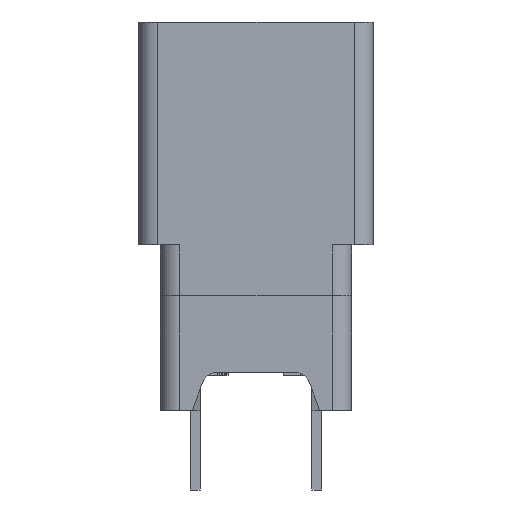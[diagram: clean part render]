
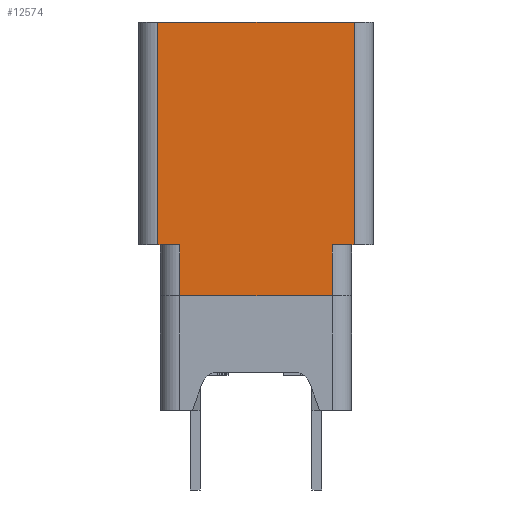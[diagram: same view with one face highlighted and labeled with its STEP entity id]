
A CAD part, left-side view. The second image highlights one B-rep face of the part: STEP entity #12574.
In plain terms, the highlighted planar face has unit normal (-1, 0, 0).
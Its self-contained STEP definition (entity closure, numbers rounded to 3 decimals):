
#3=DIRECTION('',(0.,0.,-1.));
#4=VECTOR('',#3,2.032);
#5=CARTESIAN_POINT('',(-57.912,-3.048,-8.89));
#6=LINE('',#5,#4);
#7=DIRECTION('',(0.,0.,-1.));
#8=VECTOR('',#7,2.032);
#9=CARTESIAN_POINT('',(-57.912,3.048,-8.89));
#10=LINE('',#9,#8);
#11=DIRECTION('',(0.,0.,-1.));
#12=VECTOR('',#11,8.89);
#13=CARTESIAN_POINT('',(-57.912,3.912,0.));
#14=LINE('',#13,#12);
#15=DIRECTION('',(0.,-1.,0.));
#16=VECTOR('',#15,7.823);
#17=CARTESIAN_POINT('',(-57.912,3.912,0.));
#18=LINE('',#17,#16);
#19=DIRECTION('',(0.,0.,1.));
#20=VECTOR('',#19,8.89);
#21=CARTESIAN_POINT('',(-57.912,-3.912,-8.89));
#22=LINE('',#21,#20);
#37=DIRECTION('',(0.,-1.,0.));
#38=VECTOR('',#37,0.864);
#39=CARTESIAN_POINT('',(-57.912,3.912,-8.89));
#40=LINE('',#39,#38);
#41=DIRECTION('',(0.,-1.,0.));
#42=VECTOR('',#41,0.864);
#43=CARTESIAN_POINT('',(-57.912,-3.048,-8.89));
#44=LINE('',#43,#42);
#101=DIRECTION('',(0.,1.,0.));
#102=VECTOR('',#101,6.096);
#103=CARTESIAN_POINT('',(-57.912,-3.048,-10.922));
#104=LINE('',#103,#102);
#10215=CARTESIAN_POINT('',(-57.912,-3.912,0.));
#10217=VERTEX_POINT('',#10215);
#10221=CARTESIAN_POINT('',(-57.912,-3.912,-8.89));
#10222=VERTEX_POINT('',#10221);
#10223=CARTESIAN_POINT('',(-57.912,3.912,-8.89));
#10225=VERTEX_POINT('',#10223);
#10229=CARTESIAN_POINT('',(-57.912,3.912,0.));
#10230=VERTEX_POINT('',#10229);
#10251=CARTESIAN_POINT('',(-57.912,-3.048,-10.922));
#10252=CARTESIAN_POINT('',(-57.912,3.048,-10.922));
#10253=VERTEX_POINT('',#10251);
#10254=VERTEX_POINT('',#10252);
#10264=CARTESIAN_POINT('',(-57.912,3.048,-8.89));
#10266=VERTEX_POINT('',#10264);
#10267=CARTESIAN_POINT('',(-57.912,-3.048,-8.89));
#10269=VERTEX_POINT('',#10267);
#12551=CARTESIAN_POINT('',(-57.912,0.,0.));
#12552=DIRECTION('',(1.,0.,0.));
#12553=DIRECTION('',(0.,-1.,0.));
#12554=AXIS2_PLACEMENT_3D('',#12551,#12552,#12553);
#12555=PLANE('',#12554);
#12557=ORIENTED_EDGE('',*,*,#12556,.F.);
#12559=ORIENTED_EDGE('',*,*,#12558,.T.);
#12561=ORIENTED_EDGE('',*,*,#12560,.T.);
#12563=ORIENTED_EDGE('',*,*,#12562,.F.);
#12565=ORIENTED_EDGE('',*,*,#12564,.F.);
#12567=ORIENTED_EDGE('',*,*,#12566,.F.);
#12569=ORIENTED_EDGE('',*,*,#12568,.T.);
#12571=ORIENTED_EDGE('',*,*,#12570,.F.);
#12572=EDGE_LOOP('',(#12557,#12559,#12561,#12563,#12565,#12567,#12569,#12571));
#12573=FACE_OUTER_BOUND('',#12572,.F.);
#12556=EDGE_CURVE('',#10269,#10222,#44,.T.);
#12558=EDGE_CURVE('',#10269,#10253,#6,.T.);
#12560=EDGE_CURVE('',#10253,#10254,#104,.T.);
#12562=EDGE_CURVE('',#10266,#10254,#10,.T.);
#12564=EDGE_CURVE('',#10225,#10266,#40,.T.);
#12566=EDGE_CURVE('',#10230,#10225,#14,.T.);
#12568=EDGE_CURVE('',#10230,#10217,#18,.T.);
#12570=EDGE_CURVE('',#10222,#10217,#22,.T.);
#12574=ADVANCED_FACE('',(#12573),#12555,.F.);
